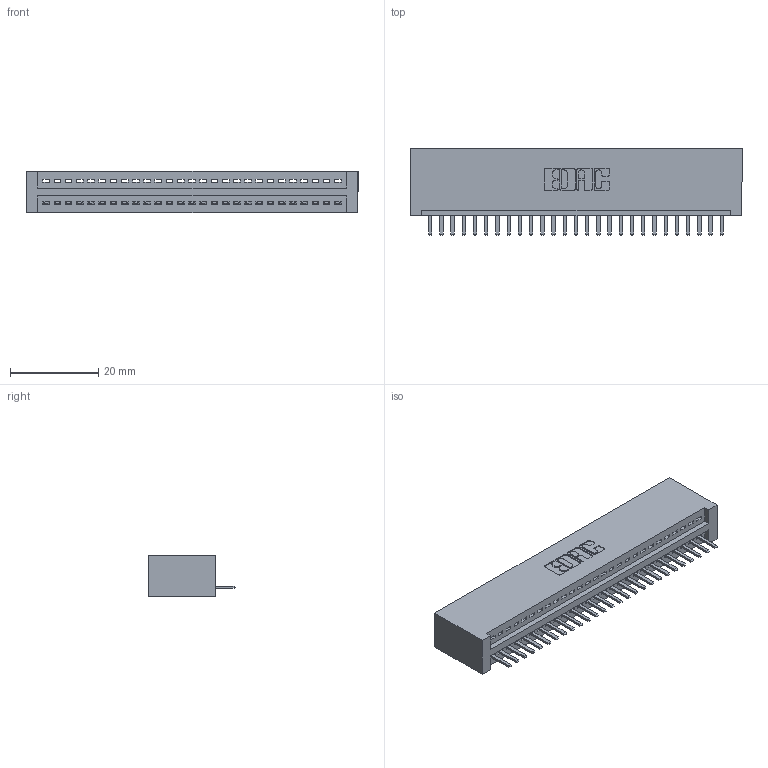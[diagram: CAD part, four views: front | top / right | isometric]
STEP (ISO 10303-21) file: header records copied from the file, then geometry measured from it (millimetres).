
FILE_DESCRIPTION (( 'STEP AP203' ), '1' );
FILE_NAME ('395-027-520-101.STEP', '2018-11-10T03:57:16', ( '' ), ( '' ), 'SwSTEP 2.0', 'SolidWorks 2016', '' );
FILE_SCHEMA (( 'CONFIG_CONTROL_DESIGN' ));
Length unit declared in the file: inch
Products named in the file (3): 345-292-001_345-293-120; 345 Part_No Mounting Lugs; 395-027-520-101
Assembly tree (28 placements, depth 2):
  395-027-520-101
    345 Part_No Mounting Lugs
    345-292-001_345-293-120  x27
Bounding box: 75.18 x 19.68 x 9.4 mm (x, y, z)
Volume: 7524.9 mm3; surface area: 9732.1 mm2
Topology: 28 solids, 28 shells, 1792 faces, 5285 edges, 3450 vertices
Faces by surface type: plane 1210, cylinder 582
Entity records: 22177 total; most frequent: CARTESIAN_POINT 3861, ORIENTED_EDGE 3810, DIRECTION 3375, EDGE_CURVE 1905, VECTOR 1669, LINE 1669, VERTEX_POINT 1266, AXIS2_PLACEMENT_3D 853
